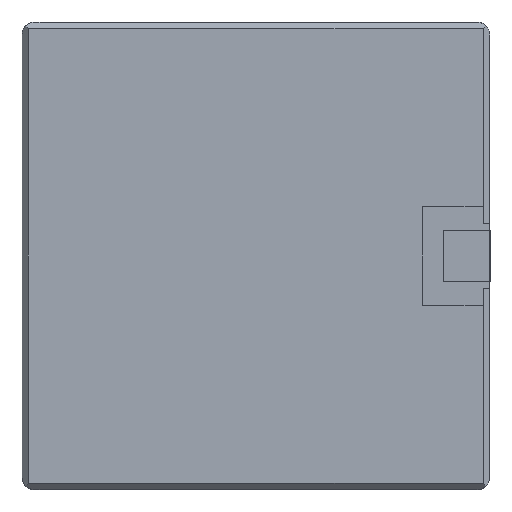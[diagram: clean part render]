
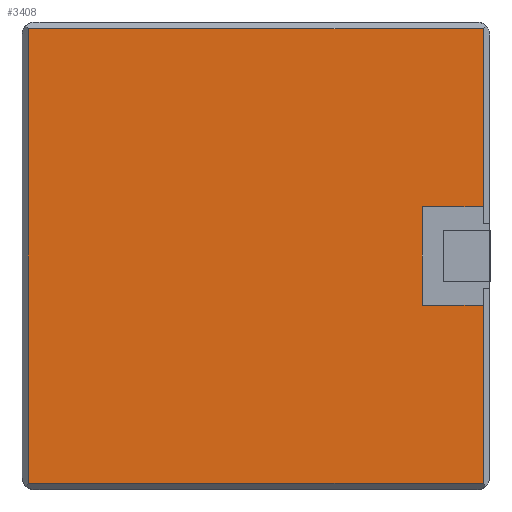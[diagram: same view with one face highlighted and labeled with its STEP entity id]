
A CAD part, front view. The second image highlights one B-rep face of the part: STEP entity #3408.
In plain terms, the highlighted planar face has unit normal (0, -1, 0).
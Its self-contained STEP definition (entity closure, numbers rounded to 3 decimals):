
#209 = LINE ( 'NONE', #10063, #2499 ) ;
#420 = CARTESIAN_POINT ( 'NONE',  ( 8.75, -0.01, -8.75 ) ) ;
#496 = VECTOR ( 'NONE', #1163, 1000. ) ;
#913 = VECTOR ( 'NONE', #5539, 1000. ) ;
#1011 = DIRECTION ( 'NONE',  ( 1., 0., 0. ) ) ;
#1143 = ORIENTED_EDGE ( 'NONE', *, *, #9350, .T. ) ;
#1163 = DIRECTION ( 'NONE',  ( 1., 0., 0. ) ) ;
#1172 = DIRECTION ( 'NONE',  ( 0., 0., 1. ) ) ;
#1238 = CARTESIAN_POINT ( 'NONE',  ( 8.75, -0.01, -1.9 ) ) ;
#1275 = LINE ( 'NONE', #4556, #496 ) ;
#1498 = VECTOR ( 'NONE', #7818, 1000. ) ;
#1543 = CARTESIAN_POINT ( 'NONE',  ( -8.75, -0.01, 8.75 ) ) ;
#1759 = ORIENTED_EDGE ( 'NONE', *, *, #10328, .T. ) ;
#2093 = LINE ( 'NONE', #2850, #1498 ) ;
#2434 = ORIENTED_EDGE ( 'NONE', *, *, #5918, .T. ) ;
#2499 = VECTOR ( 'NONE', #7891, 1000. ) ;
#2850 = CARTESIAN_POINT ( 'NONE',  ( 8.75, -0.01, 8.75 ) ) ;
#2894 = VERTEX_POINT ( 'NONE', #9679 ) ;
#3226 = FACE_OUTER_BOUND ( 'NONE', #7787, .T. ) ;
#3253 = EDGE_CURVE ( 'NONE', #2894, #5237, #2093, .T. ) ;
#3257 = LINE ( 'NONE', #8833, #913 ) ;
#3408 = ADVANCED_FACE ( 'NONE', ( #3226 ), #9647, .F. ) ;
#3834 = EDGE_CURVE ( 'NONE', #6821, #9302, #209, .T. ) ;
#3866 = VECTOR ( 'NONE', #1011, 1000. ) ;
#4398 = LINE ( 'NONE', #8581, #8898 ) ;
#4556 = CARTESIAN_POINT ( 'NONE',  ( 8.75, -0.01, 1.9 ) ) ;
#4567 = CARTESIAN_POINT ( 'NONE',  ( 8.75, -0.01, 1.9 ) ) ;
#5009 = CARTESIAN_POINT ( 'NONE',  ( 0., -0.01, 0. ) ) ;
#5058 = EDGE_CURVE ( 'NONE', #9302, #8850, #10435, .T. ) ;
#5059 = DIRECTION ( 'NONE',  ( 0., 1., 0. ) ) ;
#5113 = DIRECTION ( 'NONE',  ( 0., 0., 1. ) ) ;
#5237 = VERTEX_POINT ( 'NONE', #10594 ) ;
#5481 = VERTEX_POINT ( 'NONE', #10256 ) ;
#5482 = CARTESIAN_POINT ( 'NONE',  ( 8.75, -0.01, -1.9 ) ) ;
#5539 = DIRECTION ( 'NONE',  ( 0., 0., 1. ) ) ;
#5918 = EDGE_CURVE ( 'NONE', #5237, #10479, #9893, .T. ) ;
#5985 = CARTESIAN_POINT ( 'NONE',  ( -8.75, -0.01, -8.75 ) ) ;
#6129 = ORIENTED_EDGE ( 'NONE', *, *, #10331, .T. ) ;
#6202 = EDGE_CURVE ( 'NONE', #5481, #8700, #1275, .T. ) ;
#6821 = VERTEX_POINT ( 'NONE', #420 ) ;
#6873 = VECTOR ( 'NONE', #8151, 1000. ) ;
#7025 = LINE ( 'NONE', #8425, #3866 ) ;
#7574 = CARTESIAN_POINT ( 'NONE',  ( 6.41, -0.01, -1.9 ) ) ;
#7609 = ORIENTED_EDGE ( 'NONE', *, *, #6202, .T. ) ;
#7676 = ORIENTED_EDGE ( 'NONE', *, *, #5058, .T. ) ;
#7787 = EDGE_LOOP ( 'NONE', ( #1143, #8715, #2434, #6129, #9607, #7676, #1759, #7609 ) ) ;
#7818 = DIRECTION ( 'NONE',  ( -1., 0., 0. ) ) ;
#7891 = DIRECTION ( 'NONE',  ( 0., 0., 1. ) ) ;
#8151 = DIRECTION ( 'NONE',  ( 0., 0., -1. ) ) ;
#8425 = CARTESIAN_POINT ( 'NONE',  ( 8.75, -0.01, -8.75 ) ) ;
#8581 = CARTESIAN_POINT ( 'NONE',  ( 6.41, -0.01, 1.9 ) ) ;
#8700 = VERTEX_POINT ( 'NONE', #4567 ) ;
#8715 = ORIENTED_EDGE ( 'NONE', *, *, #3253, .T. ) ;
#8741 = VECTOR ( 'NONE', #10376, 1000. ) ;
#8833 = CARTESIAN_POINT ( 'NONE',  ( 8.75, -0.01, 8.75 ) ) ;
#8850 = VERTEX_POINT ( 'NONE', #7574 ) ;
#8898 = VECTOR ( 'NONE', #1172, 1000. ) ;
#9302 = VERTEX_POINT ( 'NONE', #1238 ) ;
#9350 = EDGE_CURVE ( 'NONE', #8700, #2894, #3257, .T. ) ;
#9607 = ORIENTED_EDGE ( 'NONE', *, *, #3834, .T. ) ;
#9647 = PLANE ( 'NONE',  #10632 ) ;
#9679 = CARTESIAN_POINT ( 'NONE',  ( 8.75, -0.01, 8.75 ) ) ;
#9893 = LINE ( 'NONE', #1543, #6873 ) ;
#10063 = CARTESIAN_POINT ( 'NONE',  ( 8.75, -0.01, -1.9 ) ) ;
#10256 = CARTESIAN_POINT ( 'NONE',  ( 6.41, -0.01, 1.9 ) ) ;
#10328 = EDGE_CURVE ( 'NONE', #8850, #5481, #4398, .T. ) ;
#10331 = EDGE_CURVE ( 'NONE', #10479, #6821, #7025, .T. ) ;
#10376 = DIRECTION ( 'NONE',  ( -1., 0., 0. ) ) ;
#10435 = LINE ( 'NONE', #5482, #8741 ) ;
#10479 = VERTEX_POINT ( 'NONE', #5985 ) ;
#10594 = CARTESIAN_POINT ( 'NONE',  ( -8.75, -0.01, 8.75 ) ) ;
#10632 = AXIS2_PLACEMENT_3D ( 'NONE', #5009, #5059, #5113 ) ;
